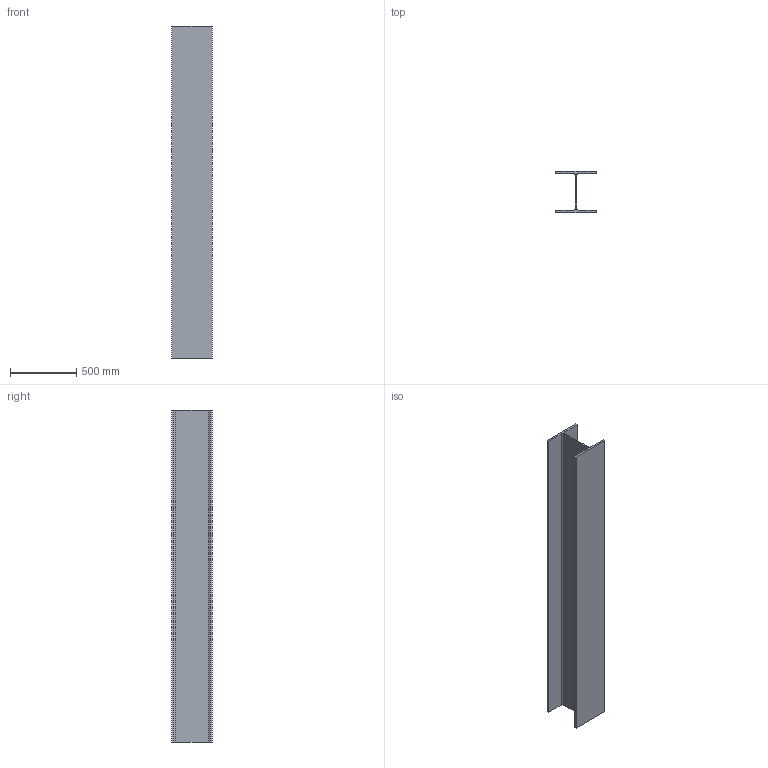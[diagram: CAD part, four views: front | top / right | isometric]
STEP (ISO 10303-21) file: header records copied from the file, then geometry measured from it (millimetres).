
FILE_DESCRIPTION(/* description */ (''),/* implementation_level */ '2;1');
FILE_NAME(/* name */ 'column',/* time_stamp */ '2025-03-13T10:01:17-03:00',/* author */ (''),/* organization */ (''),/* preprocessor_version */ 'ST-DEVELOPER v20',/* originating_system */ '',/* authorisation */ '');
FILE_SCHEMA (('AP242_MANAGED_MODEL_BASED_3D_ENGINEERING_MIM_LF { 1 0 10303 442 1 1 4 }'));
Length unit declared in the file: centimetre
Products named in the file (2): TopLevelAssembly; UC305x305x97
Assembly tree (1 placements, depth 2):
  TopLevelAssembly
    UC305x305x97
Bounding box: 305.3 x 307.9 x 2500 mm (x, y, z)
Volume: 30862141.1 mm3; surface area: 4502450.8 mm2
Topology: 1 solids, 1 shells, 18 faces, 48 edges, 32 vertices
Faces by surface type: plane 14, cylinder 4
Entity records: 629 total; most frequent: CARTESIAN_POINT 101, DIRECTION 98, ORIENTED_EDGE 96, EDGE_CURVE 48, LINE 40, VECTOR 40, VERTEX_POINT 32, AXIS2_PLACEMENT_3D 29
